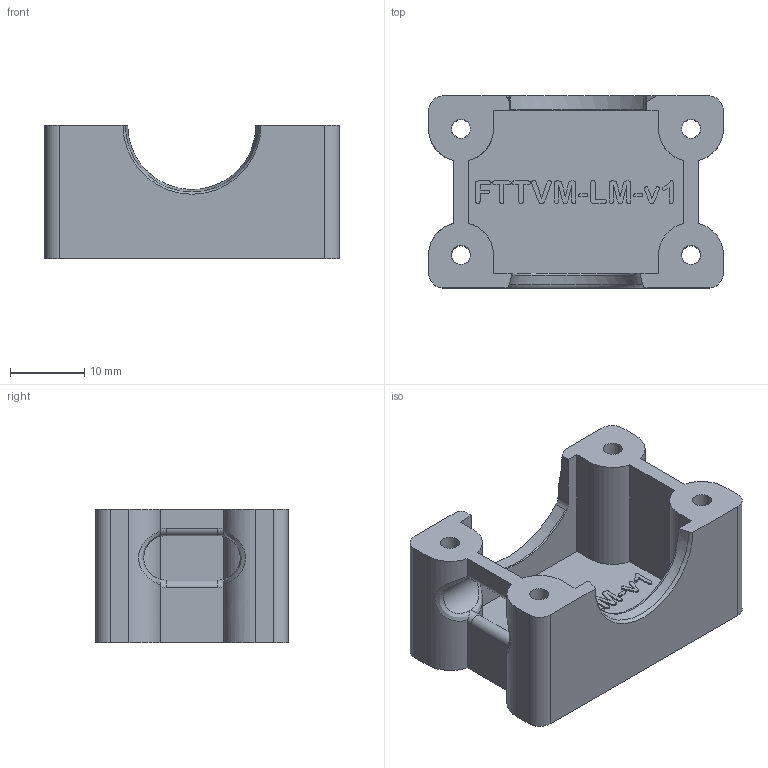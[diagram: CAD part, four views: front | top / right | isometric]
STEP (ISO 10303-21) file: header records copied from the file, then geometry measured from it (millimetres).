
FILE_DESCRIPTION(/* description */ (''),/* implementation_level */ '2;1');
FILE_NAME(/* name */ 'FastTrackTidalVolumeMeter Lower Mount-v1.stp',/* time_stamp */ '2020-04-03T13:12:59-07:00',/* author */ (''),/* organization */ (''),/* preprocessor_version */ 'ST-DEVELOPER v18.1',/* originating_system */ 'Autodesk Inventor 2021',/* authorisation */ '');
FILE_SCHEMA (('AUTOMOTIVE_DESIGN { 1 0 10303 214 3 1 1 }'));
Length unit declared in the file: millimetre
Products named in the file (1): FastTrackTidalVolumeMeter Lower Mount
Bounding box: 39.74 x 25.9 x 18 mm (x, y, z)
Volume: 6991 mm3; surface area: 5734.4 mm2
Topology: 1 solids, 1 shells, 232 faces, 657 edges, 440 vertices
Faces by surface type: bspline 96, plane 94, cylinder 29, torus 10, cone 3
Full cylindrical faces by diameter (mm): 2.5 x4, 2.58 x4
Entity records: 9251 total; most frequent: CARTESIAN_POINT 3786, ORIENTED_EDGE 1314, DIRECTION 812, EDGE_CURVE 657, VERTEX_POINT 440, LINE 334, VECTOR 334, EDGE_LOOP 255
